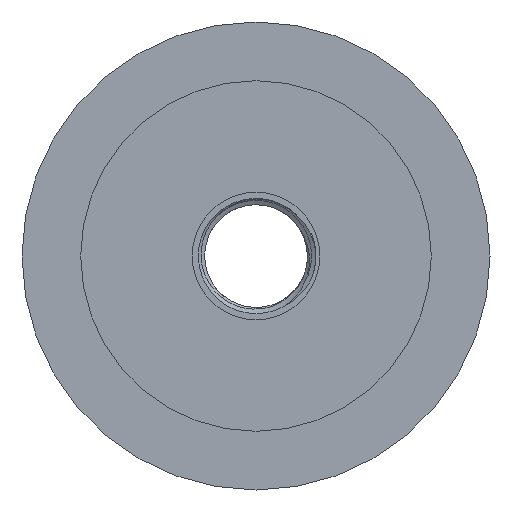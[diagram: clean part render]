
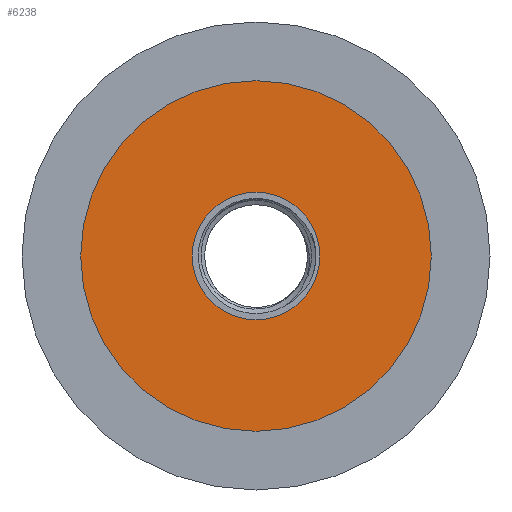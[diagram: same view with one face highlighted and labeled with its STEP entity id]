
A CAD part, left-side view. The second image highlights one B-rep face of the part: STEP entity #6238.
In plain terms, the highlighted planar face has unit normal (-1, 0, 0).
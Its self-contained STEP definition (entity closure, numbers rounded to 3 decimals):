
#117 = EDGE_LOOP ( 'NONE', ( #6478 ) ) ;
#243 = CARTESIAN_POINT ( 'NONE',  ( 2.5, 0., 0. ) ) ;
#672 = AXIS2_PLACEMENT_3D ( 'NONE', #243, #5491, #858 ) ;
#858 = DIRECTION ( 'NONE',  ( 0., 0., -1. ) ) ;
#933 = PLANE ( 'NONE',  #1552 ) ;
#1240 = CARTESIAN_POINT ( 'NONE',  ( 2.5, 0., -7.5 ) ) ;
#1552 = AXIS2_PLACEMENT_3D ( 'NONE', #5665, #6201, #2161 ) ;
#1662 = EDGE_CURVE ( 'NONE', #6469, #6469, #7471, .T. ) ;
#2038 = DIRECTION ( 'NONE',  ( 1., 0., 0. ) ) ;
#2116 = CARTESIAN_POINT ( 'NONE',  ( 2.5, 0., 0. ) ) ;
#2161 = DIRECTION ( 'NONE',  ( 0., 0., -1. ) ) ;
#2590 = CARTESIAN_POINT ( 'NONE',  ( 2.5, 0., -20.6 ) ) ;
#3447 = FACE_OUTER_BOUND ( 'NONE', #117, .T. ) ;
#4084 = EDGE_LOOP ( 'NONE', ( #5030 ) ) ;
#4278 = CIRCLE ( 'NONE', #672, 20.6 ) ;
#4773 = AXIS2_PLACEMENT_3D ( 'NONE', #2116, #2038, #6797 ) ;
#4842 = EDGE_CURVE ( 'NONE', #5095, #5095, #4278, .T. ) ;
#5030 = ORIENTED_EDGE ( 'NONE', *, *, #1662, .T. ) ;
#5095 = VERTEX_POINT ( 'NONE', #2590 ) ;
#5491 = DIRECTION ( 'NONE',  ( 1., 0., 0. ) ) ;
#5665 = CARTESIAN_POINT ( 'NONE',  ( 2.5, 0., 0. ) ) ;
#6198 = FACE_BOUND ( 'NONE', #4084, .T. ) ;
#6201 = DIRECTION ( 'NONE',  ( 1., 0., 0. ) ) ;
#6238 = ADVANCED_FACE ( 'NONE', ( #6198, #3447 ), #933, .F. ) ;
#6469 = VERTEX_POINT ( 'NONE', #1240 ) ;
#6478 = ORIENTED_EDGE ( 'NONE', *, *, #4842, .F. ) ;
#6797 = DIRECTION ( 'NONE',  ( 0., 0., -1. ) ) ;
#7471 = CIRCLE ( 'NONE', #4773, 7.5 ) ;
